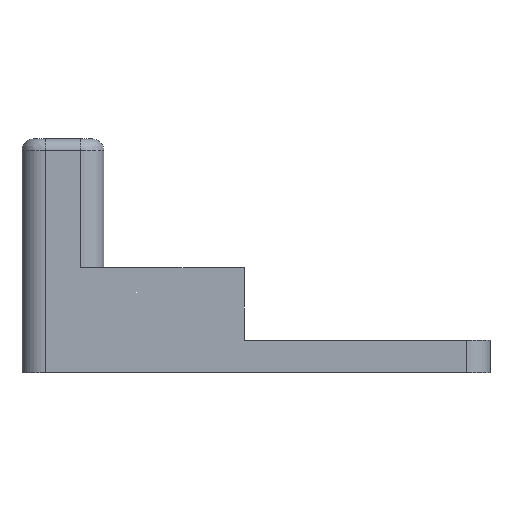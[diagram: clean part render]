
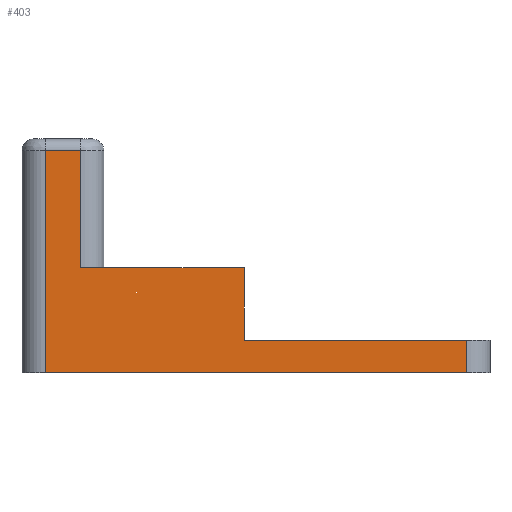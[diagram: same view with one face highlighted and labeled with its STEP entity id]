
A CAD part, front view. The second image highlights one B-rep face of the part: STEP entity #403.
In plain terms, the highlighted planar face has unit normal (0, -1, 0).
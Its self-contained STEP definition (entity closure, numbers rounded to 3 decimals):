
#18=PLANE('',#457);
#25=LINE('',#617,#59);
#43=LINE('',#700,#77);
#44=LINE('',#708,#78);
#46=LINE('',#714,#80);
#47=LINE('',#715,#81);
#48=LINE('',#717,#82);
#49=LINE('',#719,#83);
#50=LINE('',#720,#84);
#59=VECTOR('',#485,10.);
#77=VECTOR('',#541,10.);
#78=VECTOR('',#550,10.);
#80=VECTOR('',#556,10.);
#81=VECTOR('',#557,10.);
#82=VECTOR('',#558,10.);
#83=VECTOR('',#559,10.);
#84=VECTOR('',#560,10.);
#117=FACE_OUTER_BOUND('',#141,.T.);
#141=EDGE_LOOP('',(#333,#334,#335,#336,#337,#338,#339,#340));
#178=VERTEX_POINT('',#610);
#180=VERTEX_POINT('',#615);
#199=VERTEX_POINT('',#699);
#201=VERTEX_POINT('',#705);
#202=VERTEX_POINT('',#707);
#204=VERTEX_POINT('',#713);
#205=VERTEX_POINT('',#716);
#206=VERTEX_POINT('',#718);
#216=EDGE_CURVE('',#180,#178,#25,.T.);
#246=EDGE_CURVE('',#178,#199,#43,.T.);
#249=EDGE_CURVE('',#201,#202,#44,.T.);
#252=EDGE_CURVE('',#204,#180,#46,.T.);
#253=EDGE_CURVE('',#202,#204,#47,.T.);
#254=EDGE_CURVE('',#205,#201,#48,.T.);
#255=EDGE_CURVE('',#205,#206,#49,.T.);
#256=EDGE_CURVE('',#199,#206,#50,.T.);
#333=ORIENTED_EDGE('',*,*,#216,.F.);
#334=ORIENTED_EDGE('',*,*,#252,.F.);
#335=ORIENTED_EDGE('',*,*,#253,.F.);
#336=ORIENTED_EDGE('',*,*,#249,.F.);
#337=ORIENTED_EDGE('',*,*,#254,.F.);
#338=ORIENTED_EDGE('',*,*,#255,.T.);
#339=ORIENTED_EDGE('',*,*,#256,.F.);
#340=ORIENTED_EDGE('',*,*,#246,.F.);
#403=ADVANCED_FACE('',(#117),#18,.T.);
#457=AXIS2_PLACEMENT_3D('',#712,#554,#555);
#485=DIRECTION('',(1.,0.,0.));
#541=DIRECTION('',(0.,0.,-1.));
#550=DIRECTION('',(0.,0.,-1.));
#554=DIRECTION('center_axis',(0.,-1.,0.));
#555=DIRECTION('ref_axis',(1.,0.,0.));
#556=DIRECTION('',(0.,0.,1.));
#557=DIRECTION('',(-1.,0.,0.));
#558=DIRECTION('',(1.,0.,0.));
#559=DIRECTION('',(0.,0.,1.));
#560=DIRECTION('',(1.,0.,0.));
#610=CARTESIAN_POINT('',(5.,-3.5,19.));
#615=CARTESIAN_POINT('',(2.,-3.5,19.));
#617=CARTESIAN_POINT('',(5.25,-3.5,19.));
#699=CARTESIAN_POINT('',(5.,-3.5,9.));
#700=CARTESIAN_POINT('',(5.,-3.5,0.));
#705=CARTESIAN_POINT('',(38.,-3.5,2.8));
#707=CARTESIAN_POINT('',(38.,-3.5,0.));
#708=CARTESIAN_POINT('',(38.,-3.5,0.));
#712=CARTESIAN_POINT('Origin',(7.,-3.5,0.));
#713=CARTESIAN_POINT('',(2.,-3.5,0.));
#714=CARTESIAN_POINT('',(2.,-3.5,0.));
#715=CARTESIAN_POINT('',(7.,-3.5,0.));
#716=CARTESIAN_POINT('',(19.,-3.5,2.8));
#717=CARTESIAN_POINT('',(7.,-3.5,2.8));
#718=CARTESIAN_POINT('',(19.,-3.5,9.));
#719=CARTESIAN_POINT('',(19.,-3.5,0.));
#720=CARTESIAN_POINT('',(40.,-3.5,9.));
